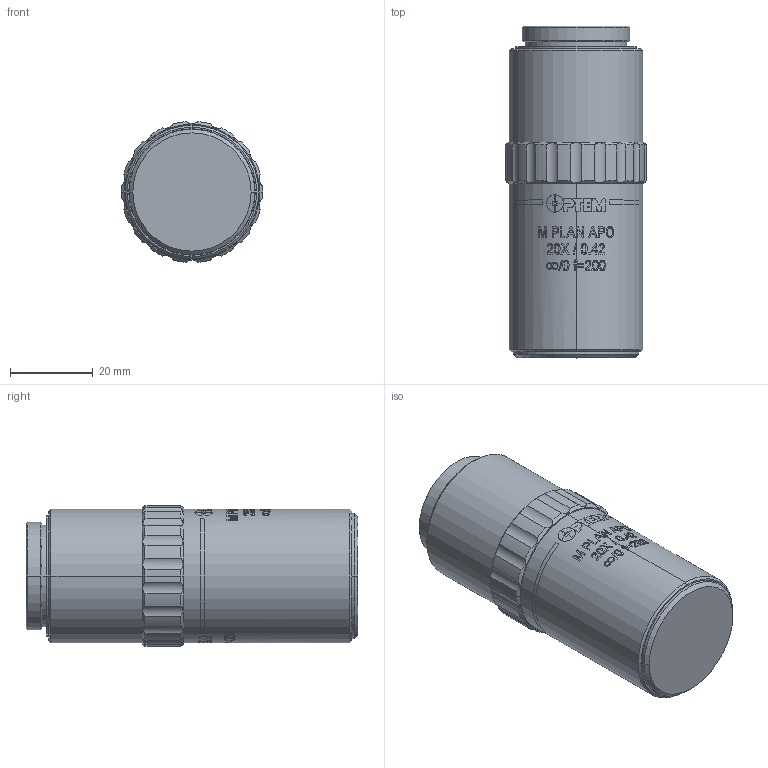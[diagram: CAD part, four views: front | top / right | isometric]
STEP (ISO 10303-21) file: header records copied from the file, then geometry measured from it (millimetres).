
FILE_DESCRIPTION (( 'STEP AP203' ), '1' );
FILE_NAME ('28-21-11-001 OUTLINE.STEP', '2018-06-29T23:43:16', ( '' ), ( '' ), 'SwSTEP 2.0', 'SolidWorks 2017', '' );
FILE_SCHEMA (( 'CONFIG_CONTROL_DESIGN' ));
Length unit declared in the file: millimetre
Products named in the file (1): 28-21-11-001 OUTLINE
Bounding box: 34 x 80 x 33.88 mm (x, y, z)
Volume: 63986.2 mm3; surface area: 17708.8 mm2
Topology: 2 solids, 2 shells, 172 faces, 776 edges, 684 vertices
Faces by surface type: cylinder 140, cone 22, plane 10
Entity records: 14101 total; most frequent: CARTESIAN_POINT 7709, ORIENTED_EDGE 1552, DIRECTION 1048, EDGE_CURVE 776, VERTEX_POINT 684, AXIS2_PLACEMENT_3D 419, B_SPLINE_CURVE_WITH_KNOTS 320, EDGE_LOOP 250
